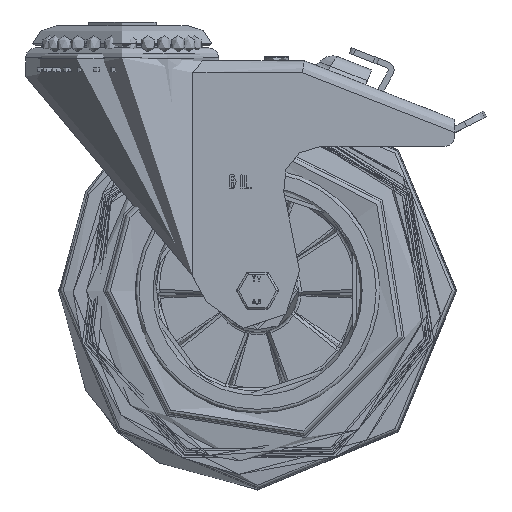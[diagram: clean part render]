
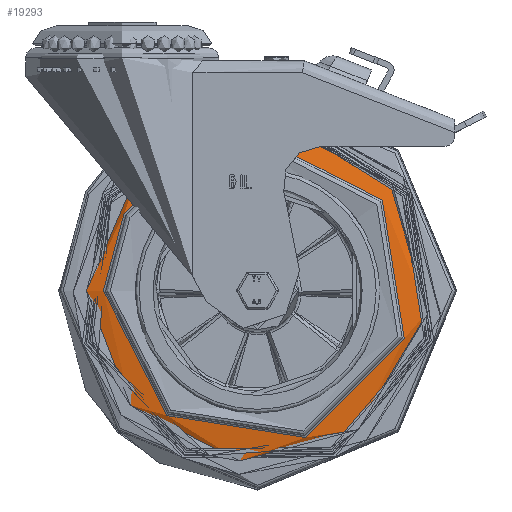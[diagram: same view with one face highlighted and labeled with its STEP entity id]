
A CAD part, front view. The second image highlights one B-rep face of the part: STEP entity #19293.
In plain terms, the highlighted conical face has half-angle 77.605 degrees and reference radius 78.639 mm.
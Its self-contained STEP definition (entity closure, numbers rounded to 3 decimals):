
#2754=LINE('',#76473,#3947);
#3947=VECTOR('',#26291,78.639);
#4246=CONICAL_SURFACE('',#21525,78.639,1.354);
#5279=FACE_OUTER_BOUND('',#6471,.T.);
#6471=EDGE_LOOP('',(#17066,#17067,#17068,#17069,#17070,#17071));
#7709=CIRCLE('',#21526,85.907);
#7710=CIRCLE('',#21527,85.907);
#7711=CIRCLE('',#21528,77.428);
#7712=CIRCLE('',#21529,77.428);
#9362=VERTEX_POINT('',#76468);
#9363=VERTEX_POINT('',#76469);
#9364=VERTEX_POINT('',#76472);
#9365=VERTEX_POINT('',#76474);
#11993=EDGE_CURVE('',#9362,#9363,#7709,.T.);
#11994=EDGE_CURVE('',#9363,#9362,#7710,.T.);
#11995=EDGE_CURVE('',#9362,#9364,#2754,.T.);
#11996=EDGE_CURVE('',#9365,#9364,#7711,.T.);
#11997=EDGE_CURVE('',#9364,#9365,#7712,.T.);
#17066=ORIENTED_EDGE('',*,*,#11993,.T.);
#17067=ORIENTED_EDGE('',*,*,#11994,.T.);
#17068=ORIENTED_EDGE('',*,*,#11995,.T.);
#17069=ORIENTED_EDGE('',*,*,#11996,.F.);
#17070=ORIENTED_EDGE('',*,*,#11997,.F.);
#17071=ORIENTED_EDGE('',*,*,#11995,.F.);
#19293=ADVANCED_FACE('',(#5279),#4246,.T.);
#21525=AXIS2_PLACEMENT_3D('',#76467,#26285,#26286);
#21526=AXIS2_PLACEMENT_3D('',#76470,#26287,#26288);
#21527=AXIS2_PLACEMENT_3D('',#76471,#26289,#26290);
#21528=AXIS2_PLACEMENT_3D('',#76475,#26292,#26293);
#21529=AXIS2_PLACEMENT_3D('',#76476,#26294,#26295);
#26285=DIRECTION('center_axis',(0.,1.,0.));
#26286=DIRECTION('ref_axis',(1.,0.,0.));
#26287=DIRECTION('center_axis',(0.,-1.,0.));
#26288=DIRECTION('ref_axis',(0.,0.,1.));
#26289=DIRECTION('center_axis',(0.,-1.,0.));
#26290=DIRECTION('ref_axis',(0.,0.,1.));
#26291=DIRECTION('',(0.977,-0.215,0.));
#26292=DIRECTION('center_axis',(0.,-1.,0.));
#26293=DIRECTION('ref_axis',(0.,0.,1.));
#26294=DIRECTION('center_axis',(0.,-1.,0.));
#26295=DIRECTION('ref_axis',(0.,0.,1.));
#76467=CARTESIAN_POINT('Origin',(0.,-18.475,
0.));
#76468=CARTESIAN_POINT('',(-85.907,-16.878,0.));
#76469=CARTESIAN_POINT('',(50.495,-16.878,-69.501));
#76470=CARTESIAN_POINT('Origin',(0.,-16.878,
0.));
#76471=CARTESIAN_POINT('Origin',(0.,-16.878,
0.));
#76472=CARTESIAN_POINT('',(-77.428,-18.741,0.));
#76473=CARTESIAN_POINT('',(-78.639,-18.475,0.));
#76474=CARTESIAN_POINT('',(0.,-18.741,77.428));
#76475=CARTESIAN_POINT('Origin',(0.,-18.741,
0.));
#76476=CARTESIAN_POINT('Origin',(0.,-18.741,
0.));
